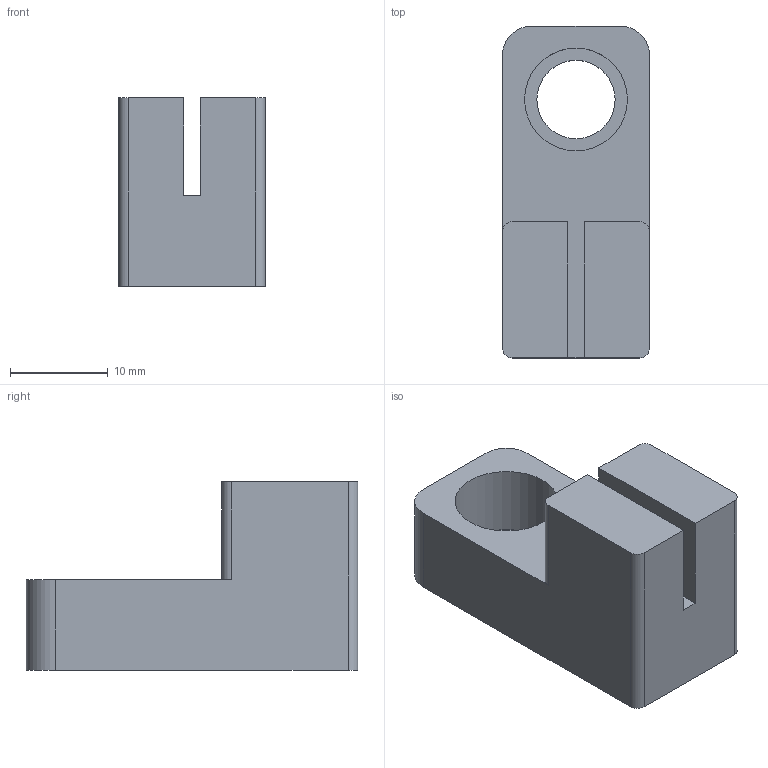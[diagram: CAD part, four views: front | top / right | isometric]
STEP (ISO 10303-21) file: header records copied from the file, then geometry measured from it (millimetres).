
FILE_DESCRIPTION(/* description */ (''),/* implementation_level */ '2;1');
FILE_NAME(/* name */ 'Solder_aid.stp',/* time_stamp */ '2025-09-26T22:03:34+02:00',/* author */ ('tzu98'),/* organization */ (''),/* preprocessor_version */ 'ST-DEVELOPER v20',/* originating_system */ 'Autodesk Inventor 2025',/* authorisation */ '');
FILE_SCHEMA (('AUTOMOTIVE_DESIGN { 1 0 10303 214 3 1 1 }'));
Length unit declared in the file: millimetre
Products named in the file (1): Solder_aid
Bounding box: 15 x 33.88 x 19.25 mm (x, y, z)
Volume: 5771.3 mm3; surface area: 2873.6 mm2
Topology: 1 solids, 1 shells, 21 faces, 54 edges, 36 vertices
Faces by surface type: plane 13, cylinder 8
Full cylindrical faces by diameter (mm): 8 x1, 10.5 x1
Entity records: 691 total; most frequent: DIRECTION 114, CARTESIAN_POINT 112, ORIENTED_EDGE 108, EDGE_CURVE 54, LINE 38, VECTOR 38, AXIS2_PLACEMENT_3D 38, VERTEX_POINT 36
